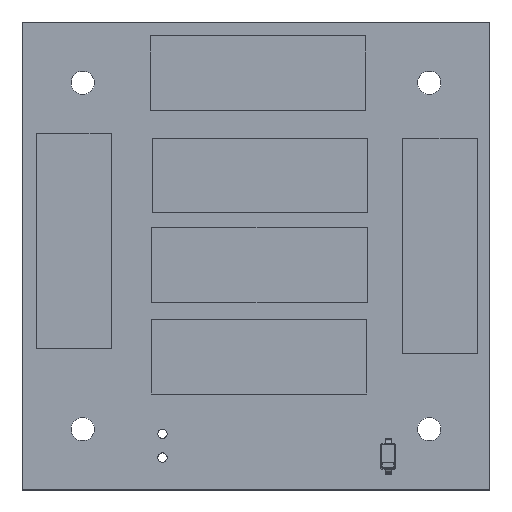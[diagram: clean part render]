
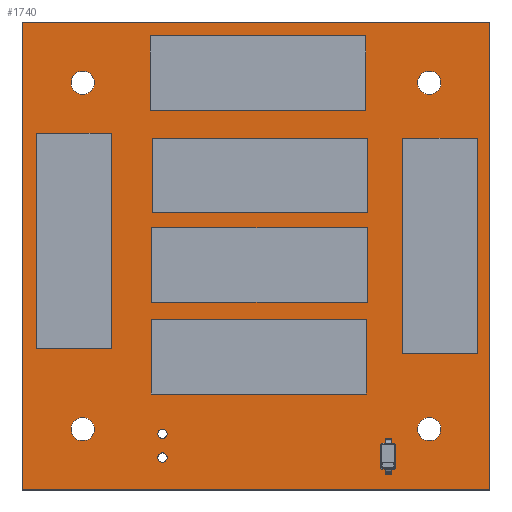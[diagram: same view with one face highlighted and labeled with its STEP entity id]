
A CAD part, top view. The second image highlights one B-rep face of the part: STEP entity #1740.
In plain terms, the highlighted planar face has unit normal (0, 0, 1).
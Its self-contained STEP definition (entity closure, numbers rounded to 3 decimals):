
#67=FACE_BOUND('',#301,.T.);
#68=FACE_BOUND('',#302,.T.);
#69=FACE_BOUND('',#303,.T.);
#70=FACE_BOUND('',#304,.T.);
#71=FACE_BOUND('',#305,.T.);
#72=FACE_BOUND('',#306,.T.);
#95=CIRCLE('',#1901,0.5);
#96=CIRCLE('',#1902,0.5);
#97=CIRCLE('',#1903,1.25);
#98=CIRCLE('',#1904,1.25);
#99=CIRCLE('',#1905,1.25);
#100=CIRCLE('',#1906,1.25);
#200=FACE_OUTER_BOUND('',#300,.T.);
#300=EDGE_LOOP('',(#1466,#1467,#1468,#1469));
#301=EDGE_LOOP('',(#1470));
#302=EDGE_LOOP('',(#1471));
#303=EDGE_LOOP('',(#1472));
#304=EDGE_LOOP('',(#1473));
#305=EDGE_LOOP('',(#1474));
#306=EDGE_LOOP('',(#1475));
#491=LINE('',#2792,#685);
#495=LINE('',#2800,#689);
#497=LINE('',#2804,#691);
#501=LINE('',#2823,#695);
#685=VECTOR('',#2311,1.);
#689=VECTOR('',#2317,1.);
#691=VECTOR('',#2321,1.);
#695=VECTOR('',#2341,1.);
#819=VERTEX_POINT('',#2789);
#820=VERTEX_POINT('',#2791);
#823=VERTEX_POINT('',#2798);
#824=VERTEX_POINT('',#2803);
#832=VERTEX_POINT('',#2824);
#833=VERTEX_POINT('',#2826);
#834=VERTEX_POINT('',#2828);
#835=VERTEX_POINT('',#2830);
#836=VERTEX_POINT('',#2832);
#837=VERTEX_POINT('',#2834);
#1031=EDGE_CURVE('',#819,#820,#491,.T.);
#1035=EDGE_CURVE('',#823,#819,#495,.T.);
#1037=EDGE_CURVE('',#820,#824,#497,.T.);
#1047=EDGE_CURVE('',#824,#823,#501,.T.);
#1048=EDGE_CURVE('',#832,#832,#95,.T.);
#1049=EDGE_CURVE('',#833,#833,#96,.T.);
#1050=EDGE_CURVE('',#834,#834,#97,.T.);
#1051=EDGE_CURVE('',#835,#835,#98,.T.);
#1052=EDGE_CURVE('',#836,#836,#99,.T.);
#1053=EDGE_CURVE('',#837,#837,#100,.T.);
#1466=ORIENTED_EDGE('',*,*,#1031,.F.);
#1467=ORIENTED_EDGE('',*,*,#1035,.F.);
#1468=ORIENTED_EDGE('',*,*,#1047,.F.);
#1469=ORIENTED_EDGE('',*,*,#1037,.F.);
#1470=ORIENTED_EDGE('',*,*,#1048,.F.);
#1471=ORIENTED_EDGE('',*,*,#1049,.F.);
#1472=ORIENTED_EDGE('',*,*,#1050,.F.);
#1473=ORIENTED_EDGE('',*,*,#1051,.F.);
#1474=ORIENTED_EDGE('',*,*,#1052,.F.);
#1475=ORIENTED_EDGE('',*,*,#1053,.F.);
#1581=PLANE('',#1900);
#1740=ADVANCED_FACE('',(#200,#67,#68,#69,#70,#71,#72),#1581,.T.);
#1900=AXIS2_PLACEMENT_3D('',#2822,#2339,#2340);
#1901=AXIS2_PLACEMENT_3D('',#2825,#2342,#2343);
#1902=AXIS2_PLACEMENT_3D('',#2827,#2344,#2345);
#1903=AXIS2_PLACEMENT_3D('',#2829,#2346,#2347);
#1904=AXIS2_PLACEMENT_3D('',#2831,#2348,#2349);
#1905=AXIS2_PLACEMENT_3D('',#2833,#2350,#2351);
#1906=AXIS2_PLACEMENT_3D('',#2835,#2352,#2353);
#2311=DIRECTION('',(1.,0.,0.));
#2317=DIRECTION('',(0.,1.,0.));
#2321=DIRECTION('',(0.,-1.,0.));
#2339=DIRECTION('center_axis',(0.,0.,1.));
#2340=DIRECTION('ref_axis',(1.,0.,0.));
#2341=DIRECTION('',(-1.,0.,0.));
#2342=DIRECTION('center_axis',(0.,0.,1.));
#2343=DIRECTION('ref_axis',(1.,0.,0.));
#2344=DIRECTION('center_axis',(0.,0.,1.));
#2345=DIRECTION('ref_axis',(1.,0.,0.));
#2346=DIRECTION('center_axis',(0.,0.,1.));
#2347=DIRECTION('ref_axis',(1.,0.,0.));
#2348=DIRECTION('center_axis',(0.,0.,1.));
#2349=DIRECTION('ref_axis',(1.,0.,0.));
#2350=DIRECTION('center_axis',(0.,0.,1.));
#2351=DIRECTION('ref_axis',(1.,0.,0.));
#2352=DIRECTION('center_axis',(0.,0.,1.));
#2353=DIRECTION('ref_axis',(1.,0.,0.));
#2789=CARTESIAN_POINT('',(110.,-50.,1.6));
#2791=CARTESIAN_POINT('',(160.,-50.,1.6));
#2792=CARTESIAN_POINT('',(110.,-50.,1.6));
#2798=CARTESIAN_POINT('',(110.,-100.,1.6));
#2800=CARTESIAN_POINT('',(110.,-100.,1.6));
#2803=CARTESIAN_POINT('',(160.,-100.,1.6));
#2804=CARTESIAN_POINT('',(160.,-50.,1.6));
#2822=CARTESIAN_POINT('Origin',(110.,-50.,1.6));
#2823=CARTESIAN_POINT('',(160.,-100.,1.6));
#2824=CARTESIAN_POINT('',(124.5,-96.54,1.6));
#2825=CARTESIAN_POINT('Origin',(125.,-96.54,1.6));
#2826=CARTESIAN_POINT('',(124.5,-94.,1.6));
#2827=CARTESIAN_POINT('Origin',(125.,-94.,1.6));
#2828=CARTESIAN_POINT('',(152.25,-93.5,1.6));
#2829=CARTESIAN_POINT('Origin',(153.5,-93.5,1.6));
#2830=CARTESIAN_POINT('',(152.25,-56.5,1.6));
#2831=CARTESIAN_POINT('Origin',(153.5,-56.5,1.6));
#2832=CARTESIAN_POINT('',(115.25,-93.5,1.6));
#2833=CARTESIAN_POINT('Origin',(116.5,-93.5,1.6));
#2834=CARTESIAN_POINT('',(115.25,-56.5,1.6));
#2835=CARTESIAN_POINT('Origin',(116.5,-56.5,1.6));
